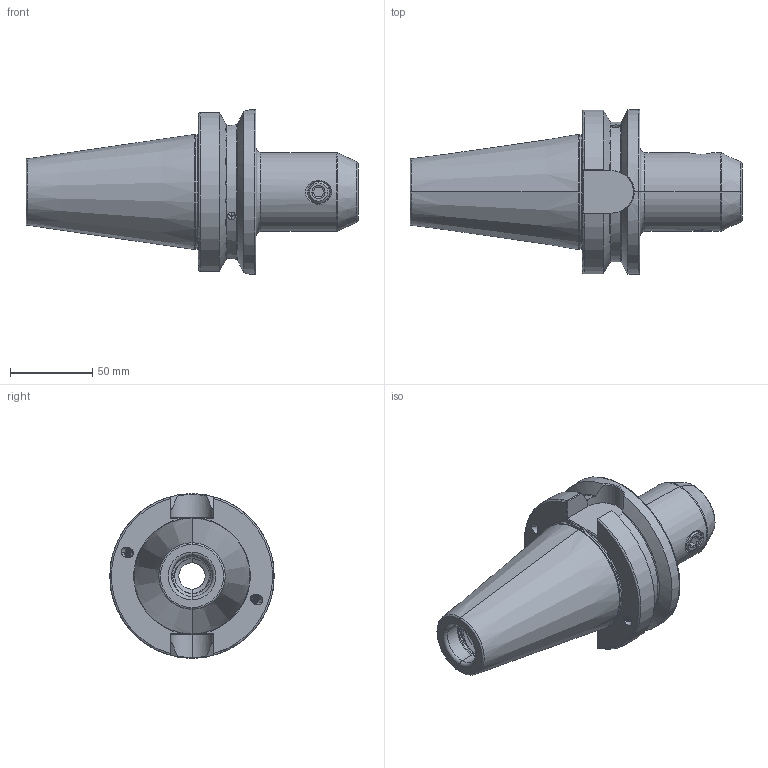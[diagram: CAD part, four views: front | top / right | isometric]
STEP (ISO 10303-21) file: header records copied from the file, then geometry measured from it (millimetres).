
FILE_DESCRIPTION (( 'STEP AP203' ), '1' );
FILE_NAME ('506.04.16.1.STEP', '2016-08-08T01:24:46', ( '' ), ( '' ), 'SwSTEP 2.0', 'SolidWorks 2012', '' );
FILE_SCHEMA (( 'CONFIG_CONTROL_DESIGN' ));
Length unit declared in the file: millimetre
Products named in the file (3): 側固14_M14x2_16L; 506.04.16.1
Assembly tree (2 placements, depth 2):
  506.04.16.1
    506.04.16.1
    側固14_M14x2_16L
Bounding box: 201.8 x 100 x 100 mm (x, y, z)
Volume: 531012.6 mm3; surface area: 71149.3 mm2
Topology: 2 solids, 2 shells, 241 faces, 645 edges, 408 vertices
Faces by surface type: cylinder 116, plane 44, cone 32, torus 28, bspline 19, sphere 2
Entity records: 16932 total; most frequent: CARTESIAN_POINT 11357, ORIENTED_EDGE 1278, DIRECTION 925, EDGE_CURVE 639, VERTEX_POINT 408, AXIS2_PLACEMENT_3D 361, EDGE_LOOP 259, FACE_OUTER_BOUND 241
